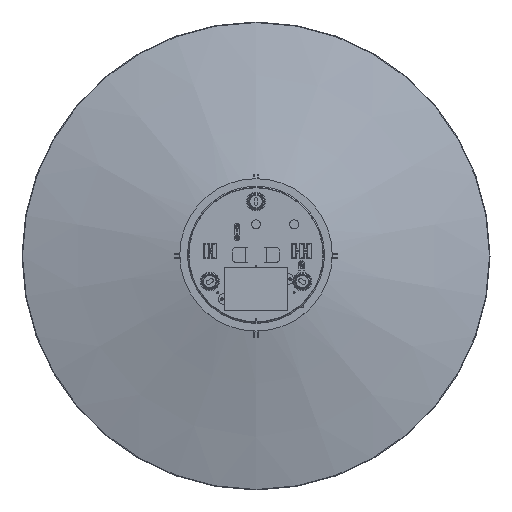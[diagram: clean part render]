
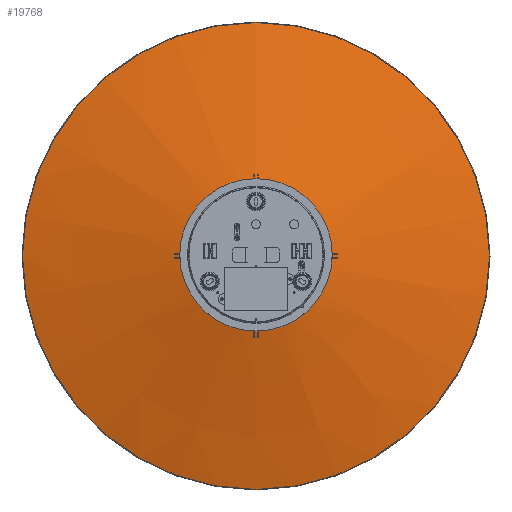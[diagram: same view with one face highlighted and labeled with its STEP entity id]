
A CAD part, top view. The second image highlights one B-rep face of the part: STEP entity #19768.
In plain terms, the highlighted conical face has half-angle 76 degrees and reference radius 202.685 mm.
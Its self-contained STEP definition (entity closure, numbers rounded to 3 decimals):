
#1327=CONICAL_SURFACE('',#21783,202.685,1.326);
#2041=FACE_OUTER_BOUND('',#3173,.T.);
#3173=EDGE_LOOP('',(#16073,#16074,#16075,#16076,#16077,#16078));
#4794=LINE('',#32342,#6770);
#6770=VECTOR('',#25390,202.685);
#8143=CIRCLE('',#21779,307.144);
#8144=CIRCLE('',#21780,307.144);
#8147=CIRCLE('',#21784,98.226);
#8148=CIRCLE('',#21785,98.226);
#9487=VERTEX_POINT('',#32328);
#9488=VERTEX_POINT('',#32329);
#9491=VERTEX_POINT('',#32338);
#9492=VERTEX_POINT('',#32339);
#11824=EDGE_CURVE('',#9487,#9488,#8143,.T.);
#11825=EDGE_CURVE('',#9488,#9487,#8144,.T.);
#11829=EDGE_CURVE('',#9491,#9492,#8147,.T.);
#11830=EDGE_CURVE('',#9492,#9491,#8148,.T.);
#11831=EDGE_CURVE('',#9492,#9488,#4794,.T.);
#16073=ORIENTED_EDGE('',*,*,#11829,.F.);
#16074=ORIENTED_EDGE('',*,*,#11830,.F.);
#16075=ORIENTED_EDGE('',*,*,#11831,.T.);
#16076=ORIENTED_EDGE('',*,*,#11825,.T.);
#16077=ORIENTED_EDGE('',*,*,#11824,.T.);
#16078=ORIENTED_EDGE('',*,*,#11831,.F.);
#19768=ADVANCED_FACE('',(#2041),#1327,.T.);
#21779=AXIS2_PLACEMENT_3D('',#32330,#25375,#25376);
#21780=AXIS2_PLACEMENT_3D('',#32331,#25377,#25378);
#21783=AXIS2_PLACEMENT_3D('',#32337,#25384,#25385);
#21784=AXIS2_PLACEMENT_3D('',#32340,#25386,#25387);
#21785=AXIS2_PLACEMENT_3D('',#32341,#25388,#25389);
#25375=DIRECTION('center_axis',(0.,0.,1.));
#25376=DIRECTION('ref_axis',(1.,0.,0.));
#25377=DIRECTION('center_axis',(0.,0.,1.));
#25378=DIRECTION('ref_axis',(1.,0.,0.));
#25384=DIRECTION('center_axis',(0.,0.,-1.));
#25385=DIRECTION('ref_axis',(0.,-1.,0.));
#25386=DIRECTION('center_axis',(0.,0.,1.));
#25387=DIRECTION('ref_axis',(1.,0.,0.));
#25388=DIRECTION('center_axis',(0.,0.,1.));
#25389=DIRECTION('ref_axis',(1.,0.,0.));
#25390=DIRECTION('',(0.,0.97,-0.242));
#32328=CARTESIAN_POINT('',(0.,-307.144,2.911));
#32329=CARTESIAN_POINT('',(0.,307.144,2.911));
#32330=CARTESIAN_POINT('Origin',(0.,0.,2.911));
#32331=CARTESIAN_POINT('Origin',(0.,0.,2.911));
#32337=CARTESIAN_POINT('Origin',(0.,0.,28.955));
#32338=CARTESIAN_POINT('',(0.,-98.226,55.));
#32339=CARTESIAN_POINT('',(0.,98.226,55.));
#32340=CARTESIAN_POINT('Origin',(0.,0.,55.));
#32341=CARTESIAN_POINT('Origin',(0.,0.,55.));
#32342=CARTESIAN_POINT('',(0.,202.685,28.955));
